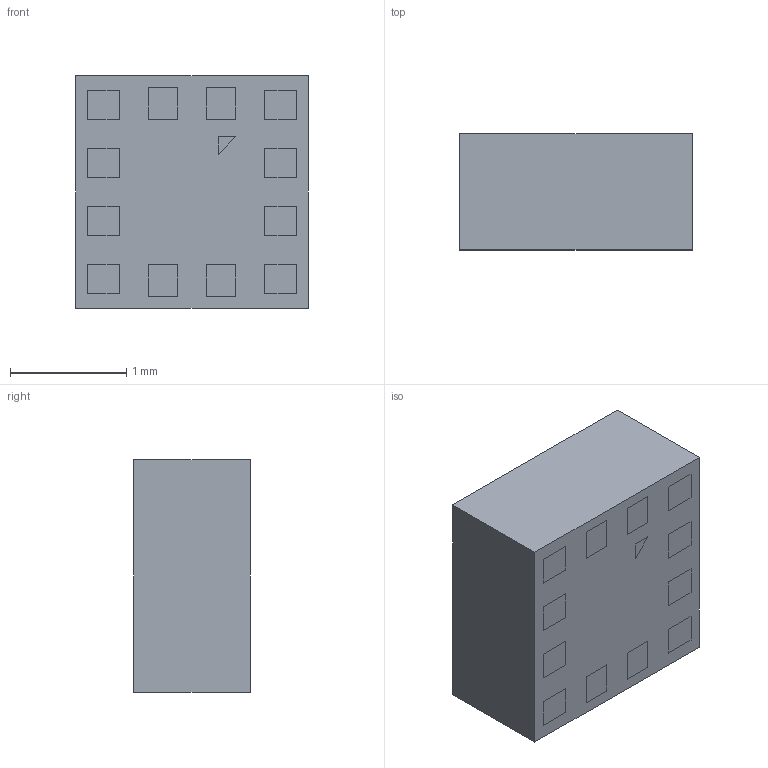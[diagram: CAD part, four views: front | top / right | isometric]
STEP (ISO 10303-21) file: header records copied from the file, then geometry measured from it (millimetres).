
FILE_DESCRIPTION (( 'STEP AP214' ), '1' );
FILE_NAME ('KX003-1077.STEP', '2019-04-25T22:04:51', ( '' ), ( '' ), 'SwSTEP 2.0', 'SolidWorks 2017', '' );
FILE_SCHEMA (( 'AUTOMOTIVE_DESIGN' ));
Length unit declared in the file: millimetre
Products named in the file (1): KX003-1077
Bounding box: 2 x 1 x 2 mm (x, y, z)
Volume: 4 mm3; surface area: 20.6 mm2
Topology: 15 solids, 15 shells, 154 faces, 330 edges, 220 vertices
Faces by surface type: plane 150, cylinder 4
Entity records: 4242 total; most frequent: CARTESIAN_POINT 705, ORIENTED_EDGE 660, DIRECTION 648, EDGE_CURVE 330, VECTOR 322, LINE 322, VERTEX_POINT 220, EDGE_LOOP 168
